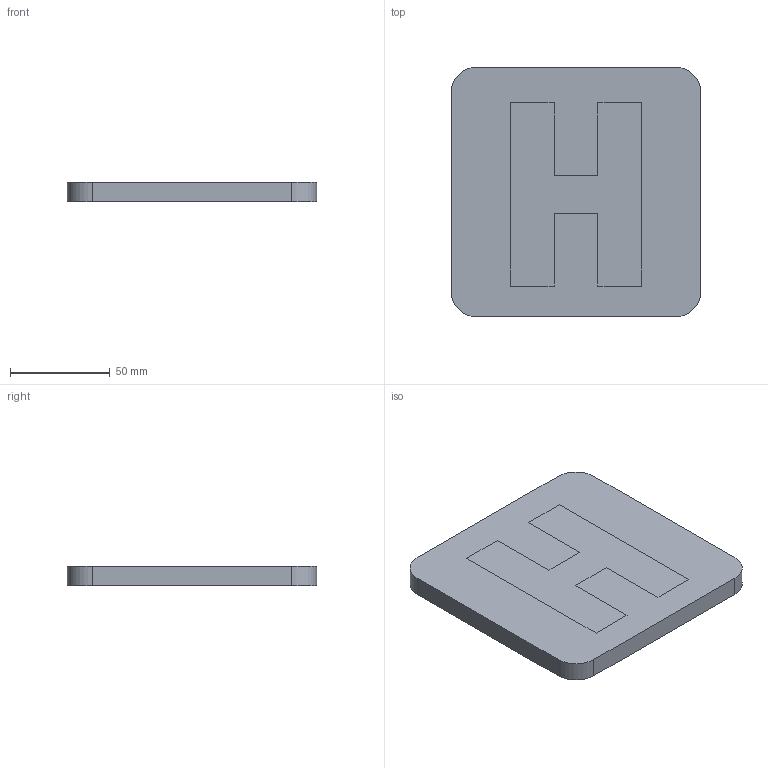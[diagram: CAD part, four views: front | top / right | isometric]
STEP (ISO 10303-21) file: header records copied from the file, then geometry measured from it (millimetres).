
FILE_DESCRIPTION(('FreeCAD Model'),'2;1');
FILE_NAME('Coaster.step', '2015-04-09T10:42:32',('FreeCAD'),('FreeCAD'), 'Open CASCADE STEP processor 6.7','FreeCAD','Unknown');
FILE_SCHEMA(('AUTOMOTIVE_DESIGN_CC2 { 1 2 10303 214 -1 1 5 4 }'));
Length unit declared in the file: millimetre
Products named in the file (4): Pad; Sketch; Pocket; Sketch001
Bounding box: 125.46 x 125.46 x 10 mm (x, y, z)
Surface area: 74311 mm2
Topology: 2 solids, 2 shells, 33 faces, 104 edges, 96 vertices
Faces by surface type: plane 25, cylinder 8
Entity records: 2311 total; most frequent: CARTESIAN_POINT 402, DIRECTION 360, LINE 236, VECTOR 236, ORIENTED_EDGE 168, PCURVE 168, DEFINITIONAL_REPRESENTATION 168, EDGE_CURVE 84
